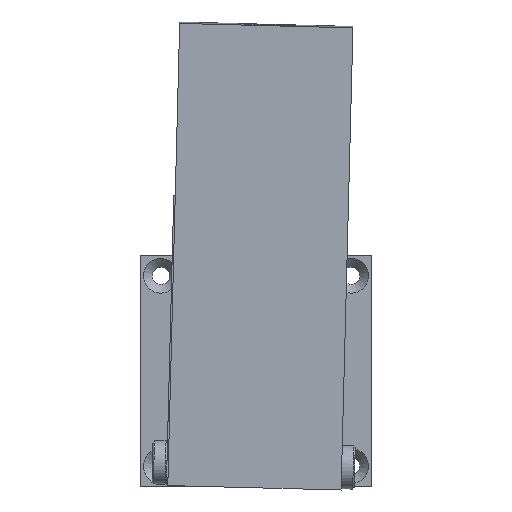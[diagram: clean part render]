
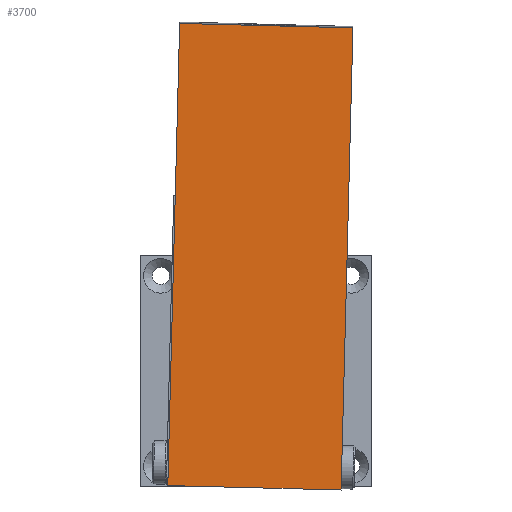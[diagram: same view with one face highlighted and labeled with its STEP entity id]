
A CAD part, front view. The second image highlights one B-rep face of the part: STEP entity #3700.
In plain terms, the highlighted face is planar.
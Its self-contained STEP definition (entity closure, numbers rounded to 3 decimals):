
#373=LINE('',#6614,#560);
#374=LINE('',#6617,#561);
#375=LINE('',#6619,#562);
#376=LINE('',#6620,#563);
#560=VECTOR('',#5260,10.);
#561=VECTOR('',#5263,10.);
#562=VECTOR('',#5264,10.);
#563=VECTOR('',#5265,10.);
#684=PLANE('',#4194);
#1029=FACE_OUTER_BOUND('',#1370,.T.);
#1370=EDGE_LOOP('',(#3374,#3375,#3376,#3377));
#1951=VERTEX_POINT('',#6607);
#1954=VERTEX_POINT('',#6612);
#1955=VERTEX_POINT('',#6616);
#1956=VERTEX_POINT('',#6618);
#2400=EDGE_CURVE('',#1951,#1954,#373,.T.);
#2401=EDGE_CURVE('',#1955,#1951,#374,.T.);
#2402=EDGE_CURVE('',#1956,#1954,#375,.T.);
#2403=EDGE_CURVE('',#1955,#1956,#376,.T.);
#3374=ORIENTED_EDGE('',*,*,#2401,.T.);
#3375=ORIENTED_EDGE('',*,*,#2400,.T.);
#3376=ORIENTED_EDGE('',*,*,#2402,.F.);
#3377=ORIENTED_EDGE('',*,*,#2403,.F.);
#3700=ADVANCED_FACE('',(#1029),#684,.T.);
#4194=AXIS2_PLACEMENT_3D('',#6615,#5261,#5262);
#5260=DIRECTION('',(0.,1.,0.));
#5261=DIRECTION('center_axis',(0.,0.,1.));
#5262=DIRECTION('ref_axis',(1.,0.,0.));
#5263=DIRECTION('',(1.,0.,0.));
#5264=DIRECTION('',(1.,0.,0.));
#5265=DIRECTION('',(0.,1.,0.));
#6607=CARTESIAN_POINT('',(30.,0.,126.454));
#6612=CARTESIAN_POINT('',(30.,160.,126.454));
#6614=CARTESIAN_POINT('',(30.,0.,126.454));
#6615=CARTESIAN_POINT('Origin',(-30.,0.,126.454));
#6616=CARTESIAN_POINT('',(-30.,0.,126.454));
#6617=CARTESIAN_POINT('',(-30.,0.,126.454));
#6618=CARTESIAN_POINT('',(-30.,160.,126.454));
#6619=CARTESIAN_POINT('',(-30.,160.,126.454));
#6620=CARTESIAN_POINT('',(-30.,0.,126.454));
